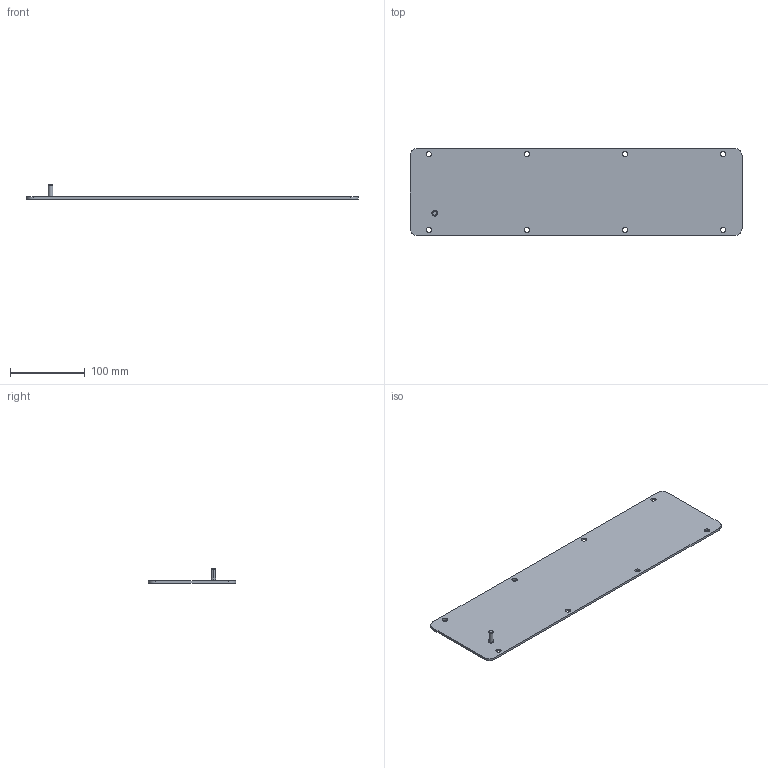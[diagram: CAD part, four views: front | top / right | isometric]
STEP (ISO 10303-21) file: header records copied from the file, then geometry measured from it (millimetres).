
FILE_DESCRIPTION(('CATIA V5R24 STEP','CAx-IF Rec.Pracs.--- Model Styling and Organization---1.2---2011-12-15'),'2;1');
FILE_NAME ('D1461607_0', '2018-02-08T12:22:34+00:00', ('Weidmueller Interface'), ('Weidmueller'), 'CATIA Version 5-6 Release 2014 SP4 HF52', 'CATIA V5 STEP AP214', 'none');
FILE_SCHEMA(('AUTOMOTIVE_DESIGN { 1 0 10303 214 1 1 1 1 }'));
Length unit declared in the file: millimetre
Products named in the file (1): 2023820000
Bounding box: 444 x 117 x 19 mm (x, y, z)
Volume: 155128.9 mm3; surface area: 107251.3 mm2
Topology: 1 solids, 1 shells, 34 faces, 88 edges, 58 vertices
Faces by surface type: cylinder 24, plane 8, cone 2
Entity records: 1404 total; most frequent: CARTESIAN_POINT 507, ORIENTED_EDGE 176, DIRECTION 140, EDGE_CURVE 88, AXIS2_PLACEMENT_3D 69, VERTEX_POINT 58, EDGE_LOOP 52, VECTOR 38
